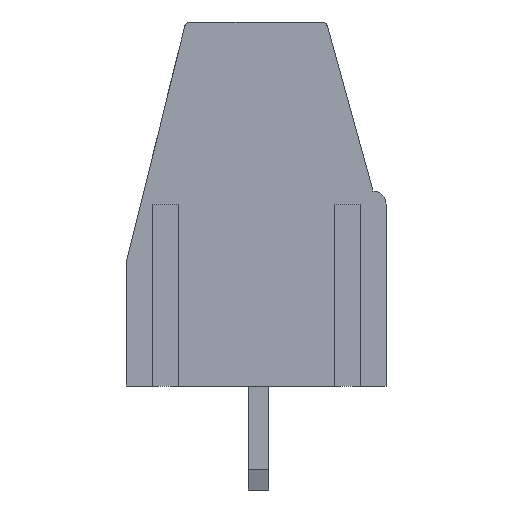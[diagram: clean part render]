
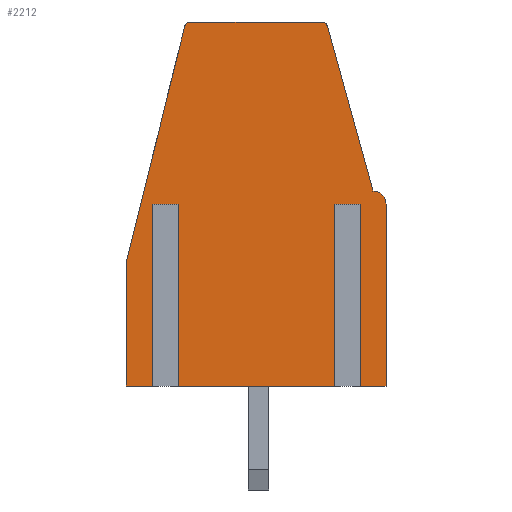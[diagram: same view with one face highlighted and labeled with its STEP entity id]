
A CAD part, left-side view. The second image highlights one B-rep face of the part: STEP entity #2212.
In plain terms, the highlighted planar face has unit normal (-1, 0, 0).
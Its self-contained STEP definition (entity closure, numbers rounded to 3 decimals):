
#909 = VERTEX_POINT('',#910);
#910 = CARTESIAN_POINT('',(-7.669,-5.,
    0.));
#916 = EDGE_CURVE('',#917,#909,#919,.T.);
#917 = VERTEX_POINT('',#918);
#918 = CARTESIAN_POINT('',(-7.669,-3.767,
    0.));
#919 = LINE('',#920,#921);
#920 = CARTESIAN_POINT('',(-7.669,5.,
    0.));
#921 = VECTOR('',#922,1.);
#922 = DIRECTION('',(0.,-1.,0.));
#941 = VERTEX_POINT('',#942);
#942 = CARTESIAN_POINT('',(-7.669,-3.233,
    0.));
#948 = EDGE_CURVE('',#949,#941,#951,.T.);
#949 = VERTEX_POINT('',#950);
#950 = CARTESIAN_POINT('',(-7.669,3.233,
    0.));
#951 = LINE('',#952,#953);
#952 = CARTESIAN_POINT('',(-7.669,5.,
    0.));
#953 = VECTOR('',#954,1.);
#954 = DIRECTION('',(0.,-1.,0.));
#973 = VERTEX_POINT('',#974);
#974 = CARTESIAN_POINT('',(-7.669,3.767,
    0.));
#980 = EDGE_CURVE('',#981,#973,#983,.T.);
#981 = VERTEX_POINT('',#982);
#982 = CARTESIAN_POINT('',(-7.669,5.,
    0.));
#983 = LINE('',#984,#985);
#984 = CARTESIAN_POINT('',(-7.669,5.,
    0.));
#985 = VECTOR('',#986,1.);
#986 = DIRECTION('',(0.,-1.,0.));
#2212 = ADVANCED_FACE('',(#2213),#2327,.F.);
#2213 = FACE_BOUND('',#2214,.T.);
#2214 = EDGE_LOOP('',(#2215,#2216,#2224,#2232,#2238,#2239,#2247,#2255,
    #2261,#2262,#2270,#2279,#2287,#2296,#2304,#2313,#2321));
#2215 = ORIENTED_EDGE('',*,*,#980,.T.);
#2216 = ORIENTED_EDGE('',*,*,#2217,.F.);
#2217 = EDGE_CURVE('',#2218,#973,#2220,.T.);
#2218 = VERTEX_POINT('',#2219);
#2219 = CARTESIAN_POINT('',(-7.669,3.767,
    7.));
#2220 = LINE('',#2221,#2222);
#2221 = CARTESIAN_POINT('',(-7.669,3.767,
    7.));
#2222 = VECTOR('',#2223,1.);
#2223 = DIRECTION('',(0.,0.,-1.));
#2224 = ORIENTED_EDGE('',*,*,#2225,.T.);
#2225 = EDGE_CURVE('',#2218,#2226,#2228,.T.);
#2226 = VERTEX_POINT('',#2227);
#2227 = CARTESIAN_POINT('',(-7.669,3.233,
    7.));
#2228 = LINE('',#2229,#2230);
#2229 = CARTESIAN_POINT('',(-7.669,3.233,
    7.));
#2230 = VECTOR('',#2231,1.);
#2231 = DIRECTION('',(-0.,-1.,-0.));
#2232 = ORIENTED_EDGE('',*,*,#2233,.T.);
#2233 = EDGE_CURVE('',#2226,#949,#2234,.T.);
#2234 = LINE('',#2235,#2236);
#2235 = CARTESIAN_POINT('',(-7.669,3.233,
    7.));
#2236 = VECTOR('',#2237,1.);
#2237 = DIRECTION('',(0.,0.,-1.));
#2238 = ORIENTED_EDGE('',*,*,#948,.T.);
#2239 = ORIENTED_EDGE('',*,*,#2240,.F.);
#2240 = EDGE_CURVE('',#2241,#941,#2243,.T.);
#2241 = VERTEX_POINT('',#2242);
#2242 = CARTESIAN_POINT('',(-7.669,-3.233,
    7.));
#2243 = LINE('',#2244,#2245);
#2244 = CARTESIAN_POINT('',(-7.669,-3.233,
    7.));
#2245 = VECTOR('',#2246,1.);
#2246 = DIRECTION('',(0.,0.,-1.));
#2247 = ORIENTED_EDGE('',*,*,#2248,.T.);
#2248 = EDGE_CURVE('',#2241,#2249,#2251,.T.);
#2249 = VERTEX_POINT('',#2250);
#2250 = CARTESIAN_POINT('',(-7.669,-3.767,
    7.));
#2251 = LINE('',#2252,#2253);
#2252 = CARTESIAN_POINT('',(-7.669,-3.767,
    7.));
#2253 = VECTOR('',#2254,1.);
#2254 = DIRECTION('',(-0.,-1.,-0.));
#2255 = ORIENTED_EDGE('',*,*,#2256,.T.);
#2256 = EDGE_CURVE('',#2249,#917,#2257,.T.);
#2257 = LINE('',#2258,#2259);
#2258 = CARTESIAN_POINT('',(-7.669,-3.767,
    7.));
#2259 = VECTOR('',#2260,1.);
#2260 = DIRECTION('',(0.,0.,-1.));
#2261 = ORIENTED_EDGE('',*,*,#916,.T.);
#2262 = ORIENTED_EDGE('',*,*,#2263,.F.);
#2263 = EDGE_CURVE('',#2264,#909,#2266,.T.);
#2264 = VERTEX_POINT('',#2265);
#2265 = CARTESIAN_POINT('',(-7.669,-5.,
    7.));
#2266 = LINE('',#2267,#2268);
#2267 = CARTESIAN_POINT('',(-7.669,-5.,
    14.));
#2268 = VECTOR('',#2269,1.);
#2269 = DIRECTION('',(-0.,-0.,-1.));
#2270 = ORIENTED_EDGE('',*,*,#2271,.T.);
#2271 = EDGE_CURVE('',#2264,#2272,#2274,.T.);
#2272 = VERTEX_POINT('',#2273);
#2273 = CARTESIAN_POINT('',(-7.669,-4.5,
    7.5));
#2274 = CIRCLE('',#2275,0.5);
#2275 = AXIS2_PLACEMENT_3D('',#2276,#2277,#2278);
#2276 = CARTESIAN_POINT('',(-7.669,-4.5,
    7.));
#2277 = DIRECTION('',(-1.,0.,-0.));
#2278 = DIRECTION('',(0.,1.,0.));
#2279 = ORIENTED_EDGE('',*,*,#2280,.F.);
#2280 = EDGE_CURVE('',#2281,#2272,#2283,.T.);
#2281 = VERTEX_POINT('',#2282);
#2282 = CARTESIAN_POINT('',(-7.669,-2.741,
    13.853));
#2283 = LINE('',#2284,#2285);
#2284 = CARTESIAN_POINT('',(-7.669,-2.7,
    14.));
#2285 = VECTOR('',#2286,1.);
#2286 = DIRECTION('',(0.,-0.267,-0.964));
#2287 = ORIENTED_EDGE('',*,*,#2288,.T.);
#2288 = EDGE_CURVE('',#2281,#2289,#2291,.T.);
#2289 = VERTEX_POINT('',#2290);
#2290 = CARTESIAN_POINT('',(-7.669,-2.548,
    14.));
#2291 = CIRCLE('',#2292,0.2);
#2292 = AXIS2_PLACEMENT_3D('',#2293,#2294,#2295);
#2293 = CARTESIAN_POINT('',(-7.669,-2.548,
    13.8));
#2294 = DIRECTION('',(-1.,0.,-0.));
#2295 = DIRECTION('',(0.,1.,0.));
#2296 = ORIENTED_EDGE('',*,*,#2297,.F.);
#2297 = EDGE_CURVE('',#2298,#2289,#2300,.T.);
#2298 = VERTEX_POINT('',#2299);
#2299 = CARTESIAN_POINT('',(-7.669,2.543,
    14.));
#2300 = LINE('',#2301,#2302);
#2301 = CARTESIAN_POINT('',(-7.669,5.,
    14.));
#2302 = VECTOR('',#2303,1.);
#2303 = DIRECTION('',(0.,-1.,0.));
#2304 = ORIENTED_EDGE('',*,*,#2305,.T.);
#2305 = EDGE_CURVE('',#2298,#2306,#2308,.T.);
#2306 = VERTEX_POINT('',#2307);
#2307 = CARTESIAN_POINT('',(-7.669,2.738,
    13.848));
#2308 = CIRCLE('',#2309,0.2);
#2309 = AXIS2_PLACEMENT_3D('',#2310,#2311,#2312);
#2310 = CARTESIAN_POINT('',(-7.669,2.543,
    13.8));
#2311 = DIRECTION('',(-1.,0.,-0.));
#2312 = DIRECTION('',(0.,1.,0.));
#2313 = ORIENTED_EDGE('',*,*,#2314,.F.);
#2314 = EDGE_CURVE('',#2315,#2306,#2317,.T.);
#2315 = VERTEX_POINT('',#2316);
#2316 = CARTESIAN_POINT('',(-7.669,5.,
    4.7));
#2317 = LINE('',#2318,#2319);
#2318 = CARTESIAN_POINT('',(-7.669,2.7,
    14.));
#2319 = VECTOR('',#2320,1.);
#2320 = DIRECTION('',(0.,-0.24,0.971));
#2321 = ORIENTED_EDGE('',*,*,#2322,.T.);
#2322 = EDGE_CURVE('',#2315,#981,#2323,.T.);
#2323 = LINE('',#2324,#2325);
#2324 = CARTESIAN_POINT('',(-7.669,5.,
    14.));
#2325 = VECTOR('',#2326,1.);
#2326 = DIRECTION('',(-0.,-0.,-1.));
#2327 = PLANE('',#2328);
#2328 = AXIS2_PLACEMENT_3D('',#2329,#2330,#2331);
#2329 = CARTESIAN_POINT('',(-7.669,5.,
    14.));
#2330 = DIRECTION('',(1.,0.,0.));
#2331 = DIRECTION('',(0.,1.,0.));
